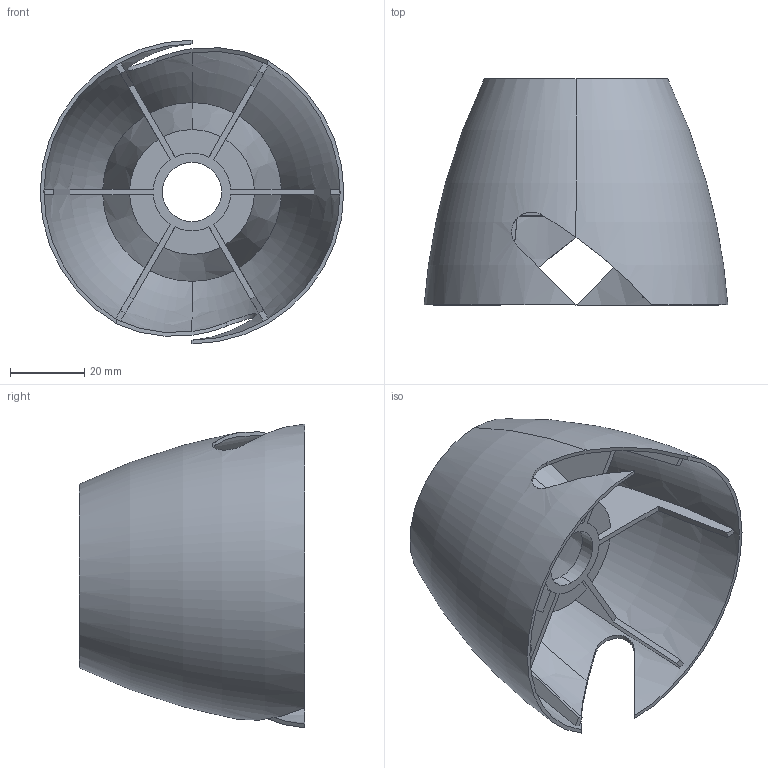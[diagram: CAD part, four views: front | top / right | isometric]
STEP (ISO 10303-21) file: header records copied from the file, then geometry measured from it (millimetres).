
FILE_DESCRIPTION (( 'STEP AP214' ), '1' );
FILE_NAME ('spinner back.STEP', '2025-06-24T01:01:43', ( 'Çù¼º°ø¾÷' ), ( 'Çù¼º°ø¾÷' ), 'SwSTEP 2.0', 'SolidWorks 2009', '' );
FILE_SCHEMA (( 'AUTOMOTIVE_DESIGN' ));
Length unit declared in the file: millimetre
Products named in the file (1): spinner back
Bounding box: 82 x 61 x 82 mm (x, y, z)
Volume: 22987.3 mm3; surface area: 41442.8 mm2
Topology: 1 solids, 1 shells, 71 faces, 204 edges, 136 vertices
Faces by surface type: plane 43, cylinder 15, cone 9, torus 4
Entity records: 2769 total; most frequent: CARTESIAN_POINT 904, ORIENTED_EDGE 408, DIRECTION 364, EDGE_CURVE 204, VERTEX_POINT 136, AXIS2_PLACEMENT_3D 132, VECTOR 100, LINE 100
